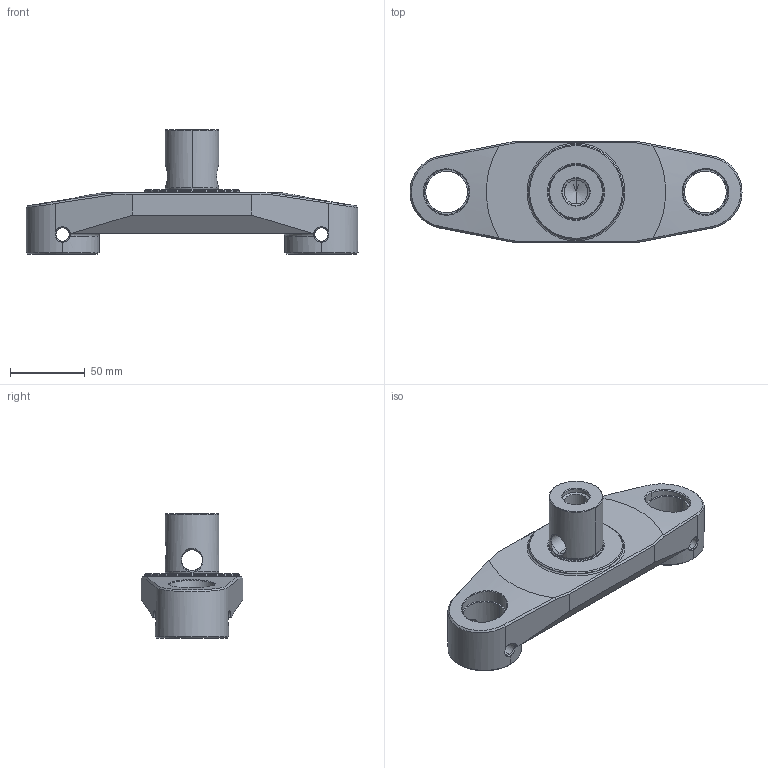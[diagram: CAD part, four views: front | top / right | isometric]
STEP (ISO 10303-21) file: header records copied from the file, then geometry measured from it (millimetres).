
FILE_DESCRIPTION(('no description'),'unknown implementation level');
FILE_NAME('BF207E2D-C9C8-46D5-8551-963555B5F928_export.stp',' ',('CIMSOURCE GmbH'),('CADClick - KiM GmbH - www.kimweb.de'),'unknown preprocess','ACIS','unknown authorization');
FILE_SCHEMA(('automotive_design'));
Length unit declared in the file: millimetre
Products named in the file (1): NONE
Bounding box: 222 x 68 x 83 mm (x, y, z)
Volume: 343404.6 mm3; surface area: 55646.1 mm2
Topology: 1 solids, 1 shells, 200 faces, 521 edges, 317 vertices
Faces by surface type: cylinder 74, cone 62, plane 46, bspline 10, torus 8
Entity records: 17183 total; most frequent: CARTESIAN_POINT 6576, ORIENTED_EDGE 1038, STYLED_ITEM 1037, PRESENTATION_STYLE_ASSIGNMENT 1037, COLOUR_RGB 1037, DIRECTION 985, EDGE_CURVE 519, CURVE_STYLE 519
